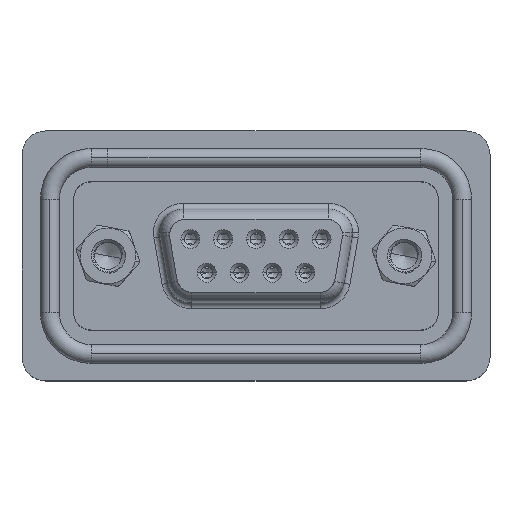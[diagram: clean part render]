
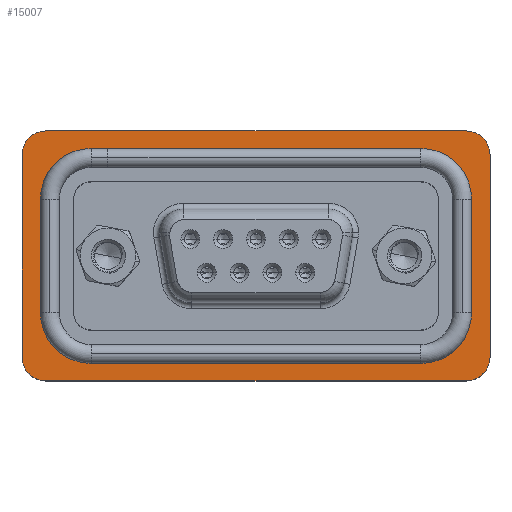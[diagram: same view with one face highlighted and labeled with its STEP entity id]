
A CAD part, top view. The second image highlights one B-rep face of the part: STEP entity #15007.
In plain terms, the highlighted planar face has unit normal (0, 0, 1).
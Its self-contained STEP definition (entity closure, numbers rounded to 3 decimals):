
#134 = CARTESIAN_POINT ( 'NONE',  ( -7.25, 8.55, 0.5 ) ) ;
#322 = VECTOR ( 'NONE', #5486, 1000. ) ;
#341 = LINE ( 'NONE', #20427, #322 ) ;
#453 = FACE_OUTER_BOUND ( 'NONE', #2895, .T. ) ;
#568 = CARTESIAN_POINT ( 'NONE',  ( -5.7, -4.775, 0.5 ) ) ;
#625 = EDGE_CURVE ( 'NONE', #5857, #15589, #6264, .T. ) ;
#701 = AXIS2_PLACEMENT_3D ( 'NONE', #5087, #10122, #14894 ) ;
#833 = VERTEX_POINT ( 'NONE', #18214 ) ;
#873 = EDGE_CURVE ( 'NONE', #20995, #1382, #9945, .T. ) ;
#957 = VERTEX_POINT ( 'NONE', #10161 ) ;
#1184 = VERTEX_POINT ( 'NONE', #2695 ) ;
#1323 = VECTOR ( 'NONE', #11717, 1000. ) ;
#1382 = VERTEX_POINT ( 'NONE', #8819 ) ;
#1552 = CARTESIAN_POINT ( 'NONE',  ( 30.7, -4.775, 0.5 ) ) ;
#1576 = DIRECTION ( 'NONE',  ( -1., 0., 0. ) ) ;
#1879 = ORIENTED_EDGE ( 'NONE', *, *, #625, .F. ) ;
#2034 = ORIENTED_EDGE ( 'NONE', *, *, #8775, .T. ) ;
#2069 = CIRCLE ( 'NONE', #4851, 2. ) ;
#2221 = FACE_BOUND ( 'NONE', #14937, .T. ) ;
#2323 = CARTESIAN_POINT ( 'NONE',  ( 30.25, 8.55, 0.5 ) ) ;
#2695 = CARTESIAN_POINT ( 'NONE',  ( 26.4, 9.075, 0.5 ) ) ;
#2831 = DIRECTION ( 'NONE',  ( 0., 0., 1. ) ) ;
#2895 = EDGE_LOOP ( 'NONE', ( #2034, #19405, #11554, #19886, #15595, #19845, #7052, #20528 ) ) ;
#2978 = DIRECTION ( 'NONE',  ( 0., 0., 1. ) ) ;
#3186 = CIRCLE ( 'NONE', #15371, 4.3 ) ;
#3555 = VERTEX_POINT ( 'NONE', #134 ) ;
#3574 = CARTESIAN_POINT ( 'NONE',  ( 30.7, -4.775, 0.5 ) ) ;
#3602 = AXIS2_PLACEMENT_3D ( 'NONE', #5468, #12356, #18990 ) ;
#3941 = EDGE_CURVE ( 'NONE', #6608, #3555, #12995, .T. ) ;
#4029 = ORIENTED_EDGE ( 'NONE', *, *, #18482, .F. ) ;
#4079 = VERTEX_POINT ( 'NONE', #7217 ) ;
#4485 = EDGE_CURVE ( 'NONE', #15589, #833, #341, .T. ) ;
#4563 = DIRECTION ( 'NONE',  ( 0., -1., 0. ) ) ;
#4597 = LINE ( 'NONE', #9624, #20028 ) ;
#4671 = LINE ( 'NONE', #17753, #6620 ) ;
#4825 = CARTESIAN_POINT ( 'NONE',  ( 32.25, -8.55, 0.5 ) ) ;
#4831 = CIRCLE ( 'NONE', #6570, 4.3 ) ;
#4851 = AXIS2_PLACEMENT_3D ( 'NONE', #5346, #13639, #13520 ) ;
#4871 = CARTESIAN_POINT ( 'NONE',  ( 26.4, -4.775, 0.5 ) ) ;
#5087 = CARTESIAN_POINT ( 'NONE',  ( -1.4, -4.775, 0.5 ) ) ;
#5346 = CARTESIAN_POINT ( 'NONE',  ( 30.25, -8.55, 0.5 ) ) ;
#5468 = CARTESIAN_POINT ( 'NONE',  ( -5.25, 8.55, 0.5 ) ) ;
#5486 = DIRECTION ( 'NONE',  ( 1., 0., 0. ) ) ;
#5562 = AXIS2_PLACEMENT_3D ( 'NONE', #15823, #2831, #18998 ) ;
#5582 = EDGE_CURVE ( 'NONE', #4079, #20995, #17434, .T. ) ;
#5807 = PLANE ( 'NONE',  #13128 ) ;
#5857 = VERTEX_POINT ( 'NONE', #568 ) ;
#5998 = CARTESIAN_POINT ( 'NONE',  ( -5.25, 10.55, 0.5 ) ) ;
#6264 = CIRCLE ( 'NONE', #701, 4.3 ) ;
#6553 = DIRECTION ( 'NONE',  ( 0., 1., 0. ) ) ;
#6570 = AXIS2_PLACEMENT_3D ( 'NONE', #8004, #13024, #16387 ) ;
#6608 = VERTEX_POINT ( 'NONE', #5998 ) ;
#6620 = VECTOR ( 'NONE', #4563, 1000. ) ;
#6942 = VERTEX_POINT ( 'NONE', #17737 ) ;
#7052 = ORIENTED_EDGE ( 'NONE', *, *, #9145, .T. ) ;
#7068 = VERTEX_POINT ( 'NONE', #19701 ) ;
#7076 = EDGE_CURVE ( 'NONE', #833, #8110, #8307, .T. ) ;
#7217 = CARTESIAN_POINT ( 'NONE',  ( -7.25, -8.55, 0.5 ) ) ;
#7352 = DIRECTION ( 'NONE',  ( 0., 0., 1. ) ) ;
#7606 = EDGE_CURVE ( 'NONE', #1184, #13353, #13664, .T. ) ;
#8004 = CARTESIAN_POINT ( 'NONE',  ( -1.4, 4.775, 0.5 ) ) ;
#8028 = AXIS2_PLACEMENT_3D ( 'NONE', #17918, #2978, #1576 ) ;
#8104 = DIRECTION ( 'NONE',  ( 0., 1., 0. ) ) ;
#8110 = VERTEX_POINT ( 'NONE', #3574 ) ;
#8307 = CIRCLE ( 'NONE', #8652, 4.3 ) ;
#8652 = AXIS2_PLACEMENT_3D ( 'NONE', #4871, #18390, #11429 ) ;
#8775 = EDGE_CURVE ( 'NONE', #7068, #18462, #11840, .T. ) ;
#8819 = CARTESIAN_POINT ( 'NONE',  ( 30.25, -10.55, 0.5 ) ) ;
#9145 = EDGE_CURVE ( 'NONE', #1382, #20483, #2069, .T. ) ;
#9595 = ORIENTED_EDGE ( 'NONE', *, *, #12352, .F. ) ;
#9624 = CARTESIAN_POINT ( 'NONE',  ( 30.25, 10.55, 0.5 ) ) ;
#9817 = CARTESIAN_POINT ( 'NONE',  ( -1.4, -9.075, 0.5 ) ) ;
#9945 = LINE ( 'NONE', #16343, #15322 ) ;
#10013 = DIRECTION ( 'NONE',  ( 1., 0., 0. ) ) ;
#10093 = DIRECTION ( 'NONE',  ( 0., -1., 0. ) ) ;
#10122 = DIRECTION ( 'NONE',  ( 0., 0., 1. ) ) ;
#10161 = CARTESIAN_POINT ( 'NONE',  ( 30.7, 4.775, 0.5 ) ) ;
#10513 = EDGE_CURVE ( 'NONE', #13353, #6942, #4831, .T. ) ;
#11270 = LINE ( 'NONE', #1552, #15143 ) ;
#11374 = DIRECTION ( 'NONE',  ( -1., 0., 0. ) ) ;
#11424 = EDGE_CURVE ( 'NONE', #3555, #4079, #4671, .T. ) ;
#11429 = DIRECTION ( 'NONE',  ( 1., 0., 0. ) ) ;
#11554 = ORIENTED_EDGE ( 'NONE', *, *, #3941, .T. ) ;
#11717 = DIRECTION ( 'NONE',  ( -1., 0., 0. ) ) ;
#11732 = LINE ( 'NONE', #18363, #17440 ) ;
#11840 = CIRCLE ( 'NONE', #5562, 2. ) ;
#12078 = CARTESIAN_POINT ( 'NONE',  ( 26.4, 4.775, 0.5 ) ) ;
#12352 = EDGE_CURVE ( 'NONE', #6942, #5857, #11732, .T. ) ;
#12356 = DIRECTION ( 'NONE',  ( 0., 0., 1. ) ) ;
#12608 = EDGE_CURVE ( 'NONE', #18462, #6608, #4597, .T. ) ;
#12622 = EDGE_CURVE ( 'NONE', #20483, #7068, #18234, .T. ) ;
#12627 = EDGE_CURVE ( 'NONE', #8110, #957, #11270, .T. ) ;
#12995 = CIRCLE ( 'NONE', #3602, 2. ) ;
#13022 = ORIENTED_EDGE ( 'NONE', *, *, #4485, .F. ) ;
#13024 = DIRECTION ( 'NONE',  ( 0., 0., 1. ) ) ;
#13128 = AXIS2_PLACEMENT_3D ( 'NONE', #2323, #7352, #15517 ) ;
#13353 = VERTEX_POINT ( 'NONE', #18854 ) ;
#13520 = DIRECTION ( 'NONE',  ( 1., 0., 0. ) ) ;
#13639 = DIRECTION ( 'NONE',  ( 0., 0., 1. ) ) ;
#13664 = LINE ( 'NONE', #19998, #1323 ) ;
#13725 = ORIENTED_EDGE ( 'NONE', *, *, #7606, .F. ) ;
#14894 = DIRECTION ( 'NONE',  ( 1., 0., 0. ) ) ;
#14937 = EDGE_LOOP ( 'NONE', ( #4029, #19425, #20724, #13022, #1879, #9595, #19211, #13725 ) ) ;
#15007 = ADVANCED_FACE ( 'NONE', ( #2221, #453 ), #5807, .T. ) ;
#15143 = VECTOR ( 'NONE', #8104, 1000. ) ;
#15322 = VECTOR ( 'NONE', #21488, 1000. ) ;
#15371 = AXIS2_PLACEMENT_3D ( 'NONE', #12078, #17075, #10013 ) ;
#15517 = DIRECTION ( 'NONE',  ( 1., 0., 0. ) ) ;
#15589 = VERTEX_POINT ( 'NONE', #9817 ) ;
#15595 = ORIENTED_EDGE ( 'NONE', *, *, #5582, .T. ) ;
#15823 = CARTESIAN_POINT ( 'NONE',  ( 30.25, 8.55, 0.5 ) ) ;
#16343 = CARTESIAN_POINT ( 'NONE',  ( 30.25, -10.55, 0.5 ) ) ;
#16387 = DIRECTION ( 'NONE',  ( 1., 0., 0. ) ) ;
#16466 = CARTESIAN_POINT ( 'NONE',  ( -5.25, -10.55, 0.5 ) ) ;
#16638 = CARTESIAN_POINT ( 'NONE',  ( 30.25, 10.55, 0.5 ) ) ;
#17075 = DIRECTION ( 'NONE',  ( 0., 0., 1. ) ) ;
#17434 = CIRCLE ( 'NONE', #8028, 2. ) ;
#17440 = VECTOR ( 'NONE', #10093, 1000. ) ;
#17737 = CARTESIAN_POINT ( 'NONE',  ( -5.7, 4.775, 0.5 ) ) ;
#17753 = CARTESIAN_POINT ( 'NONE',  ( -7.25, -8.55, 0.5 ) ) ;
#17918 = CARTESIAN_POINT ( 'NONE',  ( -5.25, -8.55, 0.5 ) ) ;
#18214 = CARTESIAN_POINT ( 'NONE',  ( 26.4, -9.075, 0.5 ) ) ;
#18234 = LINE ( 'NONE', #19535, #21413 ) ;
#18363 = CARTESIAN_POINT ( 'NONE',  ( -5.7, 4.775, 0.5 ) ) ;
#18390 = DIRECTION ( 'NONE',  ( 0., 0., 1. ) ) ;
#18462 = VERTEX_POINT ( 'NONE', #16638 ) ;
#18482 = EDGE_CURVE ( 'NONE', #957, #1184, #3186, .T. ) ;
#18854 = CARTESIAN_POINT ( 'NONE',  ( -1.4, 9.075, 0.5 ) ) ;
#18990 = DIRECTION ( 'NONE',  ( 1., 0., 0. ) ) ;
#18998 = DIRECTION ( 'NONE',  ( 1., 0., 0. ) ) ;
#19211 = ORIENTED_EDGE ( 'NONE', *, *, #10513, .F. ) ;
#19405 = ORIENTED_EDGE ( 'NONE', *, *, #12608, .T. ) ;
#19425 = ORIENTED_EDGE ( 'NONE', *, *, #12627, .F. ) ;
#19535 = CARTESIAN_POINT ( 'NONE',  ( 32.25, -8.55, 0.5 ) ) ;
#19701 = CARTESIAN_POINT ( 'NONE',  ( 32.25, 8.55, 0.5 ) ) ;
#19845 = ORIENTED_EDGE ( 'NONE', *, *, #873, .T. ) ;
#19886 = ORIENTED_EDGE ( 'NONE', *, *, #11424, .T. ) ;
#19998 = CARTESIAN_POINT ( 'NONE',  ( 26.4, 9.075, 0.5 ) ) ;
#20028 = VECTOR ( 'NONE', #11374, 1000. ) ;
#20427 = CARTESIAN_POINT ( 'NONE',  ( -1.4, -9.075, 0.5 ) ) ;
#20483 = VERTEX_POINT ( 'NONE', #4825 ) ;
#20528 = ORIENTED_EDGE ( 'NONE', *, *, #12622, .T. ) ;
#20724 = ORIENTED_EDGE ( 'NONE', *, *, #7076, .F. ) ;
#20995 = VERTEX_POINT ( 'NONE', #16466 ) ;
#21413 = VECTOR ( 'NONE', #6553, 1000. ) ;
#21488 = DIRECTION ( 'NONE',  ( 1., 0., 0. ) ) ;
